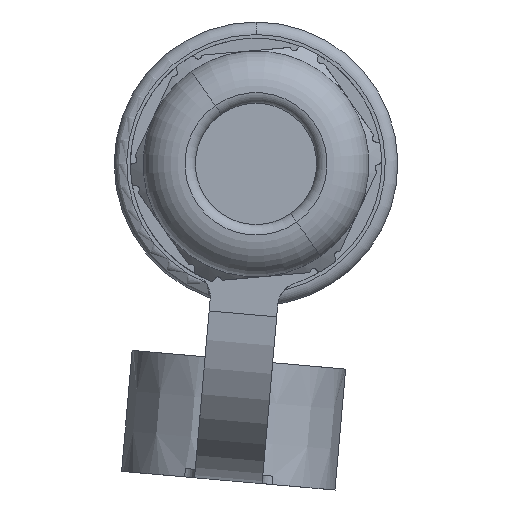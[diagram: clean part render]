
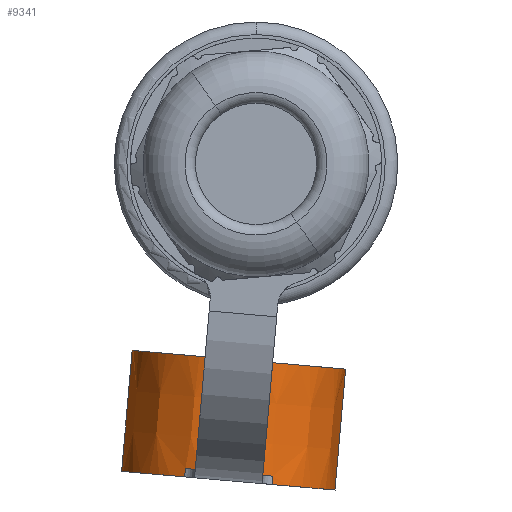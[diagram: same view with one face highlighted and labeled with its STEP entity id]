
A CAD part, left-side view. The second image highlights one B-rep face of the part: STEP entity #9341.
In plain terms, the highlighted free-form (B-spline) face has degree [3, 3] with [11, 4] control points.
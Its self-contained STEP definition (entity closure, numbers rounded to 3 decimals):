
#2416=CARTESIAN_POINT('',(24.702,8.437,-36.403));
#2417=CARTESIAN_POINT('',(24.653,8.327,-36.413));
#2418=CARTESIAN_POINT('',(23.942,6.683,-36.557));
#2419=CARTESIAN_POINT('',(23.251,3.225,-36.859));
#2420=CARTESIAN_POINT('',(23.942,-0.234,
-37.162));
#2421=CARTESIAN_POINT('',(24.653,-1.878,
-37.306));
#2422=CARTESIAN_POINT('',(24.702,-1.988,
-37.315));
#2460=CARTESIAN_POINT('',(24.702,-1.901,
-38.311));
#2462=CARTESIAN_POINT('',(24.702,-1.901,
-38.311));
#2463=CARTESIAN_POINT('',(25.338,-3.313,
-38.435));
#2464=CARTESIAN_POINT('',(27.2,-6.008,
-38.671));
#2465=CARTESIAN_POINT('',(31.358,-8.775,
-38.913));
#2466=CARTESIAN_POINT('',(34.708,-9.439,
-38.971));
#2467=CARTESIAN_POINT('',(36.384,-9.439,
-38.971));
#2535=CARTESIAN_POINT('',(36.384,16.063,-36.74));
#2536=CARTESIAN_POINT('',(34.708,16.063,-36.74));
#2537=CARTESIAN_POINT('',(31.358,15.399,-36.798));
#2538=CARTESIAN_POINT('',(27.2,12.632,-37.04));
#2539=CARTESIAN_POINT('',(25.338,9.937,-37.276));
#2540=CARTESIAN_POINT('',(24.702,8.524,-37.399));
#2556=DIRECTION('',(0.,-0.087,0.996));
#2557=VECTOR('',#2556,14.5);
#2558=CARTESIAN_POINT('',(36.384,16.063,-36.74));
#2559=LINE('',#2558,#2557);
#2560=DIRECTION('',(0.,-0.087,0.996));
#2561=VECTOR('',#2560,1.);
#2562=CARTESIAN_POINT('',(24.702,-1.901,
-38.311));
#2563=LINE('',#2562,#2561);
#2564=DIRECTION('',(0.,-0.087,0.996));
#2565=VECTOR('',#2564,1.);
#2566=CARTESIAN_POINT('',(24.702,8.524,-37.399));
#2567=LINE('',#2566,#2565);
#2705=DIRECTION('',(0.,-0.087,0.996));
#2706=VECTOR('',#2705,14.5);
#2707=CARTESIAN_POINT('',(36.384,-9.439,
-38.971));
#2708=LINE('',#2707,#2706);
#2781=CARTESIAN_POINT('',(36.384,14.799,-22.295));
#2795=CARTESIAN_POINT('',(36.384,14.799,-22.295));
#2796=CARTESIAN_POINT('',(34.708,14.799,-22.295));
#2797=CARTESIAN_POINT('',(31.358,14.136,-22.353));
#2798=CARTESIAN_POINT('',(27.097,11.299,-22.601));
#2799=CARTESIAN_POINT('',(24.25,7.055,-22.973));
#2800=CARTESIAN_POINT('',(23.251,2.048,-23.411));
#2801=CARTESIAN_POINT('',(24.25,-2.959,
-23.849));
#2802=CARTESIAN_POINT('',(27.097,-7.203,
-24.22));
#2803=CARTESIAN_POINT('',(31.358,-10.039,
-24.468));
#2804=CARTESIAN_POINT('',(34.708,-10.703,
-24.526));
#2805=CARTESIAN_POINT('',(36.384,-10.703,
-24.526));
#6647=VERTEX_POINT('',#2460);
#6648=VERTEX_POINT('',#2467);
#6649=VERTEX_POINT('',#2535);
#6650=VERTEX_POINT('',#2540);
#6662=VERTEX_POINT('',#2781);
#6663=VERTEX_POINT('',#2805);
#6670=VERTEX_POINT('',#2416);
#6671=VERTEX_POINT('',#2422);
#9282=CARTESIAN_POINT('',(37.188,16.063,-37.031));
#9283=CARTESIAN_POINT('',(37.188,15.625,-32.023));
#9284=CARTESIAN_POINT('',(37.188,15.187,-27.016));
#9285=CARTESIAN_POINT('',(37.188,14.749,-22.008));
#9286=CARTESIAN_POINT('',(35.248,16.187,-37.02));
#9287=CARTESIAN_POINT('',(35.248,15.749,-32.013));
#9288=CARTESIAN_POINT('',(35.248,15.311,-27.005));
#9289=CARTESIAN_POINT('',(35.248,14.873,-21.997));
#9290=CARTESIAN_POINT('',(31.585,15.576,-37.074));
#9291=CARTESIAN_POINT('',(31.585,15.138,-32.066));
#9292=CARTESIAN_POINT('',(31.585,14.7,-27.058));
#9293=CARTESIAN_POINT('',(31.585,14.261,-22.051));
#9294=CARTESIAN_POINT('',(27.097,12.588,-37.335));
#9295=CARTESIAN_POINT('',(27.097,12.15,-32.327));
#9296=CARTESIAN_POINT('',(27.097,11.712,-27.32));
#9297=CARTESIAN_POINT('',(27.097,11.274,-22.312));
#9298=CARTESIAN_POINT('',(24.25,8.344,-37.706));
#9299=CARTESIAN_POINT('',(24.25,7.906,-32.699));
#9300=CARTESIAN_POINT('',(24.25,7.468,-27.691));
#9301=CARTESIAN_POINT('',(24.25,7.03,-22.684));
#9302=CARTESIAN_POINT('',(23.251,3.337,-38.144));
#9303=CARTESIAN_POINT('',(23.251,2.899,-33.137));
#9304=CARTESIAN_POINT('',(23.251,2.461,-28.129));
#9305=CARTESIAN_POINT('',(23.251,2.023,-23.122));
#9306=CARTESIAN_POINT('',(24.25,-1.67,
-38.582));
#9307=CARTESIAN_POINT('',(24.25,-2.108,
-33.575));
#9308=CARTESIAN_POINT('',(24.25,-2.546,
-28.567));
#9309=CARTESIAN_POINT('',(24.25,-2.984,
-23.56));
#9310=CARTESIAN_POINT('',(27.097,-5.914,
-38.954));
#9311=CARTESIAN_POINT('',(27.097,-6.352,
-33.946));
#9312=CARTESIAN_POINT('',(27.097,-6.79,
-28.939));
#9313=CARTESIAN_POINT('',(27.097,-7.228,
-23.931));
#9314=CARTESIAN_POINT('',(31.585,-8.901,
-39.215));
#9315=CARTESIAN_POINT('',(31.585,-9.34,
-34.207));
#9316=CARTESIAN_POINT('',(31.585,-9.778,
-29.2));
#9317=CARTESIAN_POINT('',(31.585,-10.216,
-24.192));
#9318=CARTESIAN_POINT('',(35.248,-9.512,
-39.268));
#9319=CARTESIAN_POINT('',(35.248,-9.951,
-34.261));
#9320=CARTESIAN_POINT('',(35.248,-10.389,
-29.253));
#9321=CARTESIAN_POINT('',(35.248,-10.827,
-24.246));
#9322=CARTESIAN_POINT('',(37.188,-9.389,
-39.258));
#9323=CARTESIAN_POINT('',(37.188,-9.827,
-34.25));
#9324=CARTESIAN_POINT('',(37.188,-10.265,
-29.243));
#9325=CARTESIAN_POINT('',(37.188,-10.703,
-24.235));
#9326=B_SPLINE_SURFACE_WITH_KNOTS('',3,3,((#9282,#9283,#9284,#9285),(#9286,
#9287,#9288,#9289),(#9290,#9291,#9292,#9293),(#9294,#9295,#9296,#9297),(#9298,
#9299,#9300,#9301),(#9302,#9303,#9304,#9305),(#9306,#9307,#9308,#9309),(#9310,
#9311,#9312,#9313),(#9314,#9315,#9316,#9317),(#9318,#9319,#9320,#9321),(#9322,
#9323,#9324,#9325)),.UNSPECIFIED.,.F.,.F.,.F.,(4,1,1,1,1,1,1,1,4),(4,4),(
1.508,1.963,2.356,2.749,
3.142,3.534,3.927,4.32,
4.775),(-0.29,14.79),.UNSPECIFIED.);
#9327=ORIENTED_EDGE('',*,*,#9174,.F.);
#9329=ORIENTED_EDGE('',*,*,#9328,.F.);
#9330=ORIENTED_EDGE('',*,*,#9245,.F.);
#9332=ORIENTED_EDGE('',*,*,#9331,.T.);
#9334=ORIENTED_EDGE('',*,*,#9333,.T.);
#9336=ORIENTED_EDGE('',*,*,#9335,.F.);
#9337=ORIENTED_EDGE('',*,*,#9225,.F.);
#9338=ORIENTED_EDGE('',*,*,#9275,.T.);
#9339=EDGE_LOOP('',(#9327,#9329,#9330,#9332,#9334,#9336,#9337,#9338));
#9340=FACE_OUTER_BOUND('',#9339,.F.);
#9341=ADVANCED_FACE('',(#9340),#9326,.T.);
#2423=B_SPLINE_CURVE_WITH_KNOTS('',3,(#2416,#2417,#2418,#2419,#2420,#2421,
#2422),.UNSPECIFIED.,.F.,.F.,(4,1,1,1,4),(0.,0.034,0.5,
0.966,1.),.UNSPECIFIED.);
#2468=B_SPLINE_CURVE_WITH_KNOTS('',3,(#2462,#2463,#2464,#2465,#2466,#2467),
.UNSPECIFIED.,.F.,.F.,(4,1,1,4),(0.,0.317,0.658,1.),
.UNSPECIFIED.);
#2541=B_SPLINE_CURVE_WITH_KNOTS('',3,(#2535,#2536,#2537,#2538,#2539,#2540),
.UNSPECIFIED.,.F.,.F.,(4,1,1,4),(0.,0.342,0.683,1.),
.UNSPECIFIED.);
#2806=B_SPLINE_CURVE_WITH_KNOTS('',3,(#2795,#2796,#2797,#2798,#2799,#2800,#2801,
#2802,#2803,#2804,#2805),.UNSPECIFIED.,.F.,.F.,(4,1,1,1,1,1,1,1,4),(0.,
0.125,0.25,0.375,0.5,0.625,0.75,0.875,1.),.UNSPECIFIED.);
#9174=EDGE_CURVE('',#6670,#6671,#2423,.T.);
#9225=EDGE_CURVE('',#6647,#6648,#2468,.T.);
#9245=EDGE_CURVE('',#6649,#6650,#2541,.T.);
#9275=EDGE_CURVE('',#6647,#6671,#2563,.T.);
#9328=EDGE_CURVE('',#6650,#6670,#2567,.T.);
#9331=EDGE_CURVE('',#6649,#6662,#2559,.T.);
#9333=EDGE_CURVE('',#6662,#6663,#2806,.T.);
#9335=EDGE_CURVE('',#6648,#6663,#2708,.T.);
